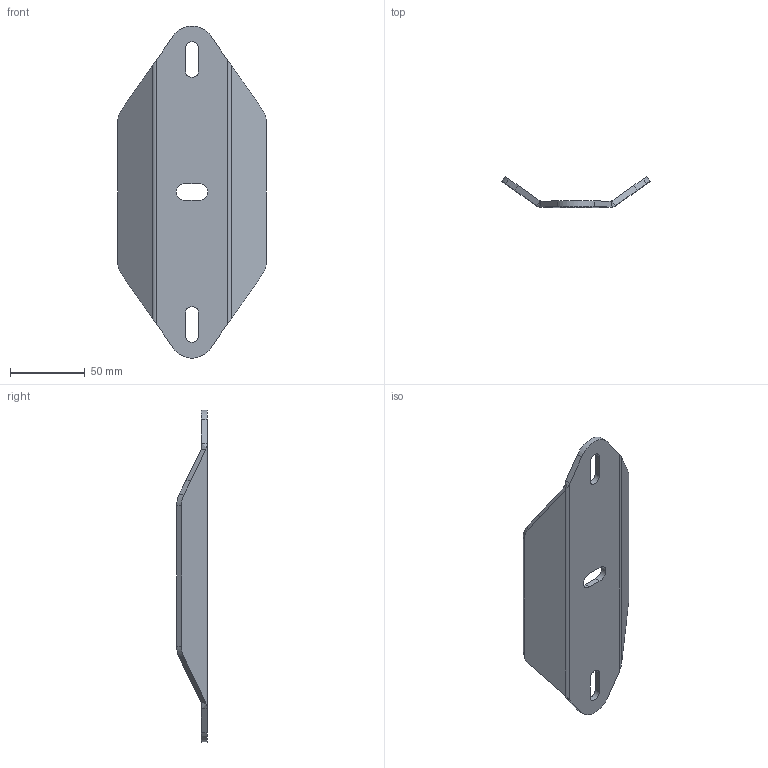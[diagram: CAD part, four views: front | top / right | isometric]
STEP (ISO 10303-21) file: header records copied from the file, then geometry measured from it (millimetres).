
FILE_DESCRIPTION (( 'STEP AP214' ), '1' );
FILE_NAME ('TOBEDEFINED.STEP', '2019-05-01T11:30:19', ( '' ), ( '' ), 'SwSTEP 2.0', 'SolidWorks 2018', '' );
FILE_SCHEMA (( 'AUTOMOTIVE_DESIGN' ));
Length unit declared in the file: millimetre
Products named in the file (1): TOBEDEFINED
Bounding box: 99.15 x 20.48 x 221.89 mm (x, y, z)
Volume: 69723.2 mm3; surface area: 37670.2 mm2
Topology: 1 solids, 1 shells, 46 faces, 116 edges, 72 vertices
Faces by surface type: plane 26, cylinder 16, bspline 4
Entity records: 1494 total; most frequent: CARTESIAN_POINT 367, ORIENTED_EDGE 232, DIRECTION 218, EDGE_CURVE 116, LINE 84, VECTOR 84, VERTEX_POINT 72, AXIS2_PLACEMENT_3D 67
